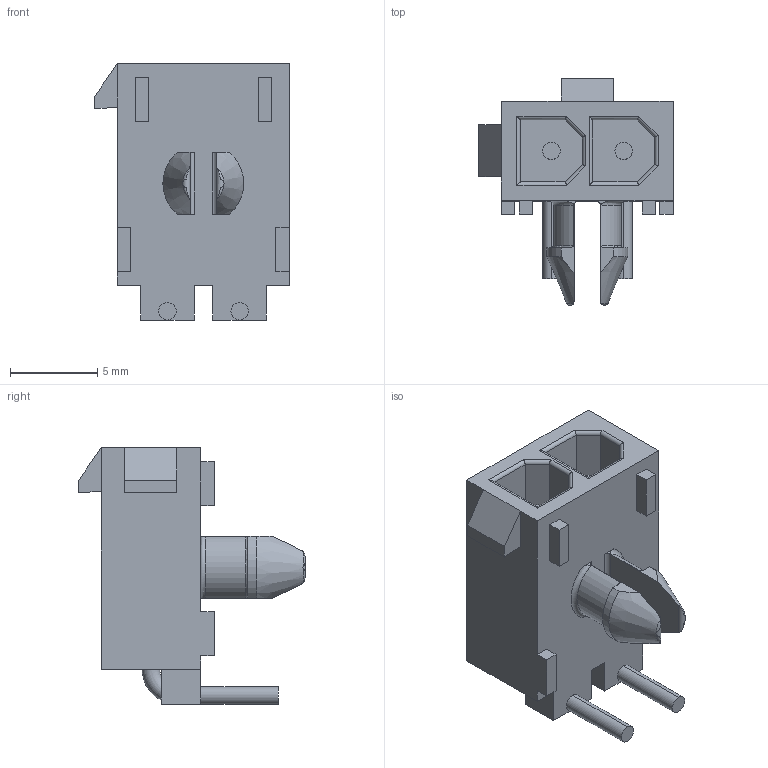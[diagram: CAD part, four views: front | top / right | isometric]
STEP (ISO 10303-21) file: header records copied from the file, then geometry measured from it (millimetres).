
FILE_DESCRIPTION((''),'2;1');
FILE_NAME('C-1-770966-1','2017-06-15T',('workeradm'),('Tyco Electronics Ltd.'),'CREO PARAMETRIC BY PTC INC, 2016050','CREO PARAMETRIC BY PTC INC, 2016050','');
FILE_SCHEMA(('AUTOMOTIVE_DESIGN { 1 0 10303 214 1 1 1 1 }'));
Length unit declared in the file: millimetre
Products named in the file (1): C-1-770966-1
Bounding box: 11.15 x 13 x 14.71 mm (x, y, z)
Volume: 594.7 mm3; surface area: 1003.2 mm2
Topology: 1 solids, 1 shells, 110 faces, 284 edges, 186 vertices
Faces by surface type: plane 68, cylinder 28, torus 12, cone 2
Entity records: 3836 total; most frequent: CARTESIAN_POINT 1030, ORIENTED_EDGE 568, DIRECTION 492, EDGE_CURVE 284, VECTOR 192, LINE 192, VERTEX_POINT 186, AXIS2_PLACEMENT_3D 150
